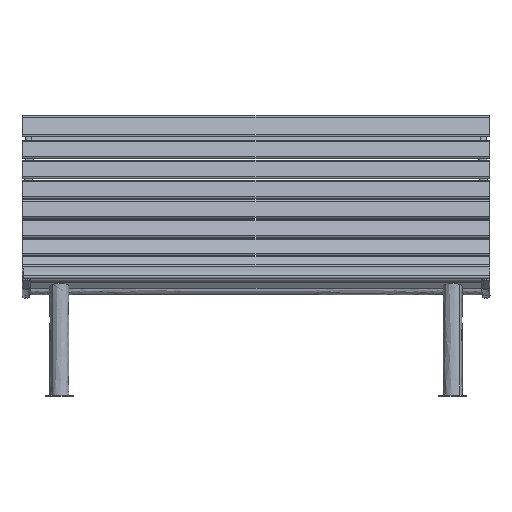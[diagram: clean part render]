
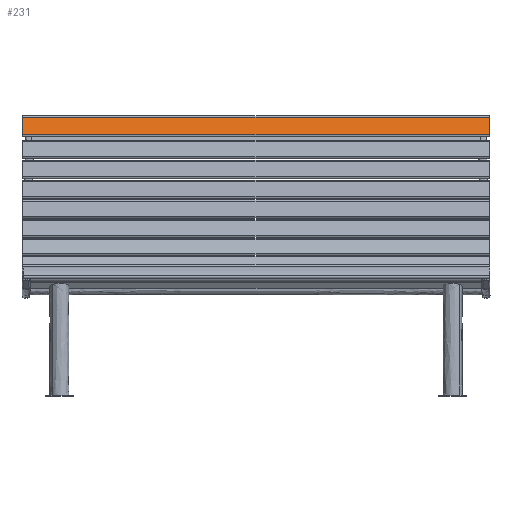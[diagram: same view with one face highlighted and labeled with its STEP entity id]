
A CAD part, front view. The second image highlights one B-rep face of the part: STEP entity #231.
In plain terms, the highlighted free-form (B-spline) face has degree [2, 1] with [3, 2] control points.
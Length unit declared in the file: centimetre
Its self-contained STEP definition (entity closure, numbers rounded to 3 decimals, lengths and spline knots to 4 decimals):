
#231=ADVANCED_FACE('',(#543),#4472,.T.);
#543=FACE_OUTER_BOUND('',#855,.T.);
#855=EDGE_LOOP('',(#1279,#1280,#1281,#1282));
#1279=ORIENTED_EDGE('',*,*,#2615,.F.);
#1280=ORIENTED_EDGE('',*,*,#2625,.T.);
#1281=ORIENTED_EDGE('',*,*,#2617,.T.);
#1282=ORIENTED_EDGE('',*,*,#2636,.F.);
#2615=EDGE_CURVE('',#4008,#4016,#3431,.T.);
#2617=EDGE_CURVE('',#4009,#4017,#3433,.T.);
#2625=EDGE_CURVE('',#4008,#4009,#3439,.T.);
#2636=EDGE_CURVE('',#4016,#4017,#3448,.T.);
#3431=(
BOUNDED_CURVE()
B_SPLINE_CURVE(1,(#5373,#5374),.UNSPECIFIED.,.F.,.F.)
B_SPLINE_CURVE_WITH_KNOTS((2,2),(0.25,149.61),
 .UNSPECIFIED.)
CURVE()
GEOMETRIC_REPRESENTATION_ITEM()
RATIONAL_B_SPLINE_CURVE((1.,1.))
REPRESENTATION_ITEM('')
);
#3433=(
BOUNDED_CURVE()
B_SPLINE_CURVE(1,(#5377,#5378),.UNSPECIFIED.,.F.,.F.)
B_SPLINE_CURVE_WITH_KNOTS((2,2),(0.25,149.61),.UNSPECIFIED.)
CURVE()
GEOMETRIC_REPRESENTATION_ITEM()
RATIONAL_B_SPLINE_CURVE((1.,1.))
REPRESENTATION_ITEM('')
);
#3439=(
BOUNDED_CURVE()
B_SPLINE_CURVE(1,(#5401,#5402),.UNSPECIFIED.,.F.,.F.)
B_SPLINE_CURVE_WITH_KNOTS((2,2),(0.,5.),
 .UNSPECIFIED.)
CURVE()
GEOMETRIC_REPRESENTATION_ITEM()
RATIONAL_B_SPLINE_CURVE((1.,1.))
REPRESENTATION_ITEM('')
);
#3448=(
BOUNDED_CURVE()
B_SPLINE_CURVE(1,(#5438,#5439),.UNSPECIFIED.,.F.,.F.)
B_SPLINE_CURVE_WITH_KNOTS((2,2),(0.,5.),
 .UNSPECIFIED.)
CURVE()
GEOMETRIC_REPRESENTATION_ITEM()
RATIONAL_B_SPLINE_CURVE((1.,1.))
REPRESENTATION_ITEM('')
);
#4008=VERTEX_POINT('',#5358);
#4009=VERTEX_POINT('',#5359);
#4016=VERTEX_POINT('',#5366);
#4017=VERTEX_POINT('',#5367);
#4472=(
BOUNDED_SURFACE()
B_SPLINE_SURFACE(2,1,((#5289,#5290),(#5291,#5292),(#5293,#5294)),
 .UNSPECIFIED.,.F.,.F.,.F.)
B_SPLINE_SURFACE_WITH_KNOTS((3,3),(2,2),(-11.5708,-6.5708),
(0.,149.86),.UNSPECIFIED.)
GEOMETRIC_REPRESENTATION_ITEM()
RATIONAL_B_SPLINE_SURFACE(((1.,1.),(1.,1.),(1.,1.)))
REPRESENTATION_ITEM('')
SURFACE()
);
#5289=CARTESIAN_POINT('',(-147.86,-3.4479,56.2744));
#5290=CARTESIAN_POINT('',(2.,-3.4479,56.2744));
#5291=CARTESIAN_POINT('',(-147.86,-4.3101,53.4581));
#5292=CARTESIAN_POINT('',(2.,-4.3101,53.4581));
#5293=CARTESIAN_POINT('',(-147.86,-5.1723,50.6417));
#5294=CARTESIAN_POINT('',(2.,-5.1723,50.6417));
#5358=CARTESIAN_POINT('',(-147.61,-3.4479,56.2744));
#5359=CARTESIAN_POINT('',(-147.61,-5.1723,50.6417));
#5366=CARTESIAN_POINT('',(1.75,-3.4479,56.2744));
#5367=CARTESIAN_POINT('',(1.75,-5.1723,50.6417));
#5373=CARTESIAN_POINT('',(-147.61,-3.4479,56.2744));
#5374=CARTESIAN_POINT('',(1.75,-3.4479,56.2744));
#5377=CARTESIAN_POINT('',(-147.61,-5.1723,50.6417));
#5378=CARTESIAN_POINT('',(1.75,-5.1723,50.6417));
#5401=CARTESIAN_POINT('',(-147.61,-3.4479,56.2744));
#5402=CARTESIAN_POINT('',(-147.61,-5.1723,50.6417));
#5438=CARTESIAN_POINT('',(1.75,-3.4479,56.2744));
#5439=CARTESIAN_POINT('',(1.75,-5.1723,50.6417));
